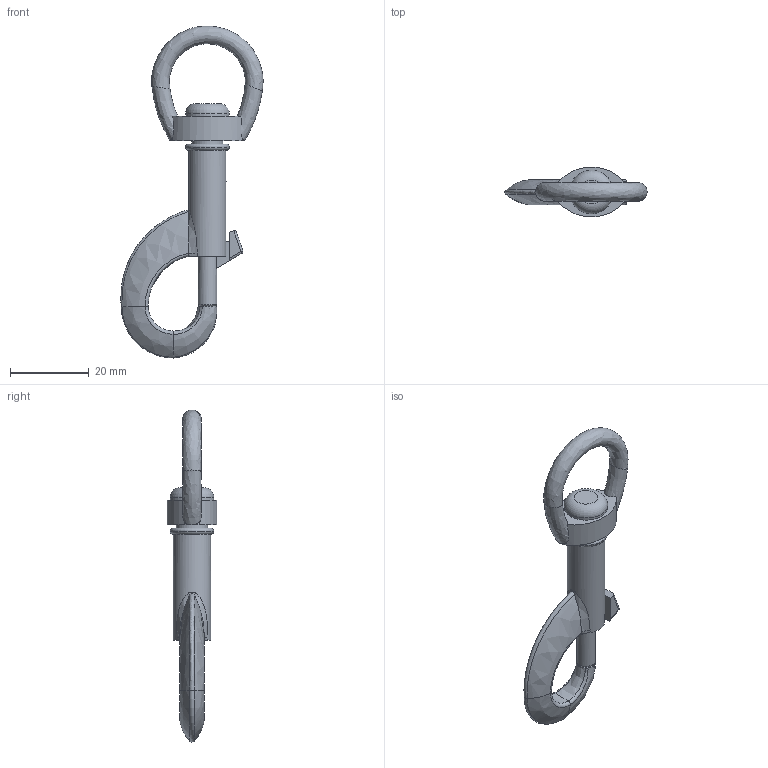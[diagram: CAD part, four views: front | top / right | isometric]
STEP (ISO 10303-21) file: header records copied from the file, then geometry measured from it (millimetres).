
FILE_DESCRIPTION(/* description */ ('SWIVEL EYE BOLT SNAP 3.50 x 0.75 EYE'),/* implementation_level */ '2;1');
FILE_NAME(/* name */ 'SWIVEL EYE BOLT SNAP.stp',/* time_stamp */ '2013-12-06T17:32:37-05:00',/* author */ ('dasmith'),/* organization */ (''),/* preprocessor_version */ 'ST-DEVELOPER v15.2',/* originating_system */ 'Autodesk Inventor 2014',/* authorisation */ '');
FILE_SCHEMA (('AUTOMOTIVE_DESIGN { 1 0 10303 214 3 1 1 }'));
Length unit declared in the file: inch
Products named in the file (1): SWIVEL EYE BOLT SNAP
Bounding box: 36.23 x 12.62 x 84.54 mm (x, y, z)
Volume: 6610.8 mm3; surface area: 4124.8 mm2
Topology: 1 solids, 1 shells, 68 faces, 170 edges, 104 vertices
Faces by surface type: bspline 23, plane 19, cylinder 17, torus 7, sphere 2
Full cylindrical faces by diameter (mm): 4.762 x1, 7.938 x1, 9.525 x1, 11.112 x2
Entity records: 2908 total; most frequent: CARTESIAN_POINT 1359, DIRECTION 318, ORIENTED_EDGE 312, EDGE_CURVE 156, AXIS2_PLACEMENT_3D 136, VERTEX_POINT 101, CIRCLE 87, EDGE_LOOP 83
